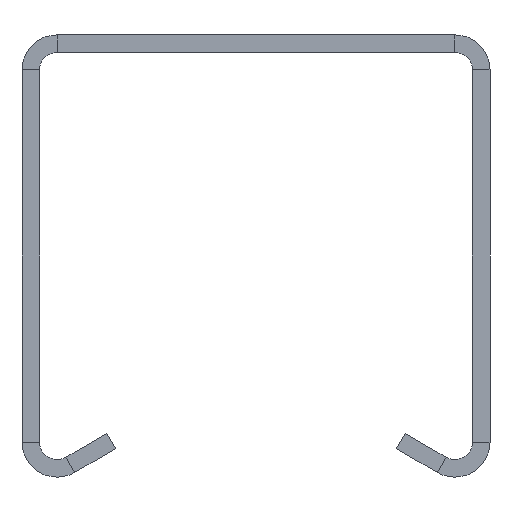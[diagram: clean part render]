
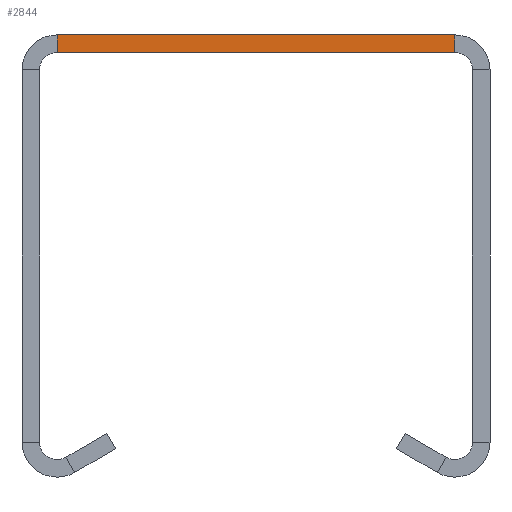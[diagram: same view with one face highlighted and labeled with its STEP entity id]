
A CAD part, front view. The second image highlights one B-rep face of the part: STEP entity #2844.
In plain terms, the highlighted planar face has unit normal (0, -1, 0).
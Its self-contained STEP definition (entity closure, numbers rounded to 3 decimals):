
#473=DIRECTION('',(0.,0.,-1.));
#474=VECTOR('',#473,1.5);
#475=CARTESIAN_POINT('',(17.,-250.,0.));
#476=LINE('',#475,#474);
#477=DIRECTION('',(1.,0.,0.));
#478=VECTOR('',#477,34.);
#479=CARTESIAN_POINT('',(-17.,-250.,-1.5));
#480=LINE('',#479,#478);
#481=DIRECTION('',(1.,0.,0.));
#482=VECTOR('',#481,34.);
#483=CARTESIAN_POINT('',(-17.,-250.,0.));
#484=LINE('',#483,#482);
#913=DIRECTION('',(0.,0.,-1.));
#914=VECTOR('',#913,1.5);
#915=CARTESIAN_POINT('',(-17.,-250.,0.));
#916=LINE('',#915,#914);
#1906=CARTESIAN_POINT('',(17.,-250.,0.));
#1908=VERTEX_POINT('',#1906);
#1918=CARTESIAN_POINT('',(-17.,-250.,0.));
#1920=VERTEX_POINT('',#1918);
#1938=CARTESIAN_POINT('',(17.,-250.,-1.5));
#1940=VERTEX_POINT('',#1938);
#1950=CARTESIAN_POINT('',(-17.,-250.,-1.5));
#1952=VERTEX_POINT('',#1950);
#2830=CARTESIAN_POINT('',(0.,-250.,-0.75));
#2831=DIRECTION('',(0.,-1.,0.));
#2832=DIRECTION('',(1.,0.,0.));
#2833=AXIS2_PLACEMENT_3D('',#2830,#2831,#2832);
#2834=PLANE('',#2833);
#2836=ORIENTED_EDGE('',*,*,#2835,.T.);
#2838=ORIENTED_EDGE('',*,*,#2837,.F.);
#2840=ORIENTED_EDGE('',*,*,#2839,.F.);
#2841=ORIENTED_EDGE('',*,*,#2721,.T.);
#2842=EDGE_LOOP('',(#2836,#2838,#2840,#2841));
#2843=FACE_OUTER_BOUND('',#2842,.F.);
#2844=ADVANCED_FACE('',(#2843),#2834,.T.);
#2721=EDGE_CURVE('',#1920,#1908,#484,.T.);
#2835=EDGE_CURVE('',#1908,#1940,#476,.T.);
#2837=EDGE_CURVE('',#1952,#1940,#480,.T.);
#2839=EDGE_CURVE('',#1920,#1952,#916,.T.);
